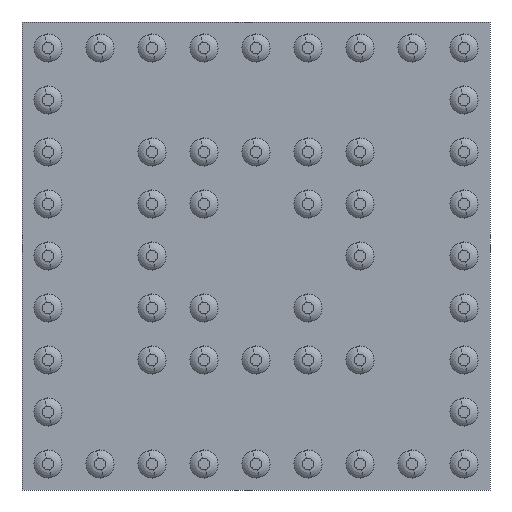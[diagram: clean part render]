
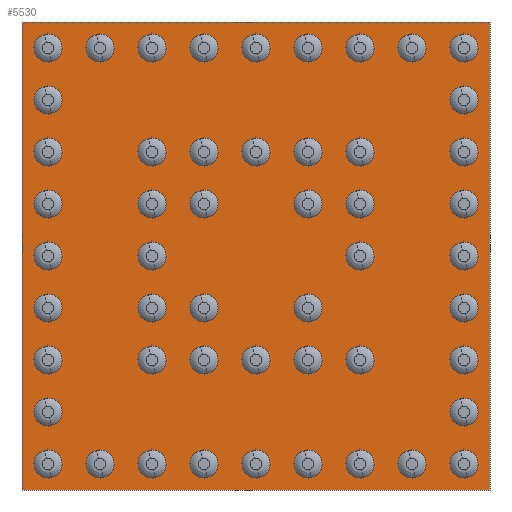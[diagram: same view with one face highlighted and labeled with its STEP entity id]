
A CAD part, front view. The second image highlights one B-rep face of the part: STEP entity #5530.
In plain terms, the highlighted planar face has unit normal (0, -1, 0).
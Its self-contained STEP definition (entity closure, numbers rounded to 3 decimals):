
#557 = VERTEX_POINT ( 'NONE', #1452 ) ;
#581 = CARTESIAN_POINT ( 'NONE',  ( -1.682, -1., 1.939 ) ) ;
#587 = CARTESIAN_POINT ( 'NONE',  ( -1.682, -1., -2.561 ) ) ;
#853 = ORIENTED_EDGE ( 'NONE', *, *, #22767, .F. ) ;
#867 = DIRECTION ( 'NONE',  ( 0., 1., 0. ) ) ;
#1305 = CARTESIAN_POINT ( 'NONE',  ( 2.818, -1., -2.561 ) ) ;
#1452 = CARTESIAN_POINT ( 'NONE',  ( -1.682, -1., 1.939 ) ) ;
#1475 = EDGE_CURVE ( 'NONE', #18663, #4590, #2593, .T. ) ;
#2000 = AXIS2_PLACEMENT_3D ( 'NONE', #5085, #3439, #5630 ) ;
#2258 = ORIENTED_EDGE ( 'NONE', *, *, #1475, .F. ) ;
#2423 = ORIENTED_EDGE ( 'NONE', *, *, #22487, .T. ) ;
#2593 = CIRCLE ( 'NONE', #6544, 0.025 ) ;
#3175 = VERTEX_POINT ( 'NONE', #1305 ) ;
#3439 = DIRECTION ( 'NONE',  ( 0., -1., 0. ) ) ;
#3597 = CARTESIAN_POINT ( 'NONE',  ( -1.682, -1., 1.939 ) ) ;
#4250 = DIRECTION ( 'NONE',  ( 0., 0., -1. ) ) ;
#4501 = DIRECTION ( 'NONE',  ( 0., -1., 0. ) ) ;
#4590 = VERTEX_POINT ( 'NONE', #14210 ) ;
#5085 = CARTESIAN_POINT ( 'NONE',  ( 2.567, -1., 1.689 ) ) ;
#5425 = CARTESIAN_POINT ( 'NONE',  ( -1.682, -1., -2.561 ) ) ;
#5530 = ADVANCED_FACE ( 'NONE', ( #19668, #21437 ), #7400, .F. ) ;
#5630 = DIRECTION ( 'NONE',  ( 0., 0., -1. ) ) ;
#5958 = CARTESIAN_POINT ( 'NONE',  ( -1.682, -1., -2.561 ) ) ;
#6544 = AXIS2_PLACEMENT_3D ( 'NONE', #22925, #4501, #4250 ) ;
#7244 = AXIS2_PLACEMENT_3D ( 'NONE', #581, #867, #23891 ) ;
#7400 = PLANE ( 'NONE',  #7244 ) ;
#7700 = VECTOR ( 'NONE', #16079, 1000. ) ;
#8961 = ORIENTED_EDGE ( 'NONE', *, *, #23987, .T. ) ;
#8971 = LINE ( 'NONE', #9377, #18580 ) ;
#9377 = CARTESIAN_POINT ( 'NONE',  ( 2.818, -1., -2.561 ) ) ;
#9852 = CIRCLE ( 'NONE', #2000, 0.025 ) ;
#11623 = EDGE_CURVE ( 'NONE', #12153, #3175, #24628, .T. ) ;
#12153 = VERTEX_POINT ( 'NONE', #587 ) ;
#12519 = ORIENTED_EDGE ( 'NONE', *, *, #16145, .T. ) ;
#14210 = CARTESIAN_POINT ( 'NONE',  ( 2.567, -1., 1.664 ) ) ;
#14296 = DIRECTION ( 'NONE',  ( 1., 0., 0. ) ) ;
#14416 = EDGE_LOOP ( 'NONE', ( #8961, #26087, #12519, #2423 ) ) ;
#15885 = LINE ( 'NONE', #3597, #25933 ) ;
#16079 = DIRECTION ( 'NONE',  ( 0., 0., -1. ) ) ;
#16145 = EDGE_CURVE ( 'NONE', #3175, #20536, #8971, .T. ) ;
#17791 = CARTESIAN_POINT ( 'NONE',  ( 2.567, -1., 1.714 ) ) ;
#18128 = EDGE_LOOP ( 'NONE', ( #853, #2258 ) ) ;
#18580 = VECTOR ( 'NONE', #23406, 1000. ) ;
#18663 = VERTEX_POINT ( 'NONE', #17791 ) ;
#19668 = FACE_BOUND ( 'NONE', #18128, .T. ) ;
#20536 = VERTEX_POINT ( 'NONE', #22477 ) ;
#21241 = VECTOR ( 'NONE', #14296, 1000. ) ;
#21437 = FACE_OUTER_BOUND ( 'NONE', #14416, .T. ) ;
#22004 = DIRECTION ( 'NONE',  ( -1., 0., 0. ) ) ;
#22457 = LINE ( 'NONE', #5425, #7700 ) ;
#22477 = CARTESIAN_POINT ( 'NONE',  ( 2.818, -1., 1.939 ) ) ;
#22487 = EDGE_CURVE ( 'NONE', #20536, #557, #15885, .T. ) ;
#22767 = EDGE_CURVE ( 'NONE', #4590, #18663, #9852, .T. ) ;
#22925 = CARTESIAN_POINT ( 'NONE',  ( 2.567, -1., 1.689 ) ) ;
#23406 = DIRECTION ( 'NONE',  ( 0., 0., 1. ) ) ;
#23891 = DIRECTION ( 'NONE',  ( 1., 0., 0. ) ) ;
#23987 = EDGE_CURVE ( 'NONE', #557, #12153, #22457, .T. ) ;
#24628 = LINE ( 'NONE', #5958, #21241 ) ;
#25933 = VECTOR ( 'NONE', #22004, 1000. ) ;
#26087 = ORIENTED_EDGE ( 'NONE', *, *, #11623, .T. ) ;
